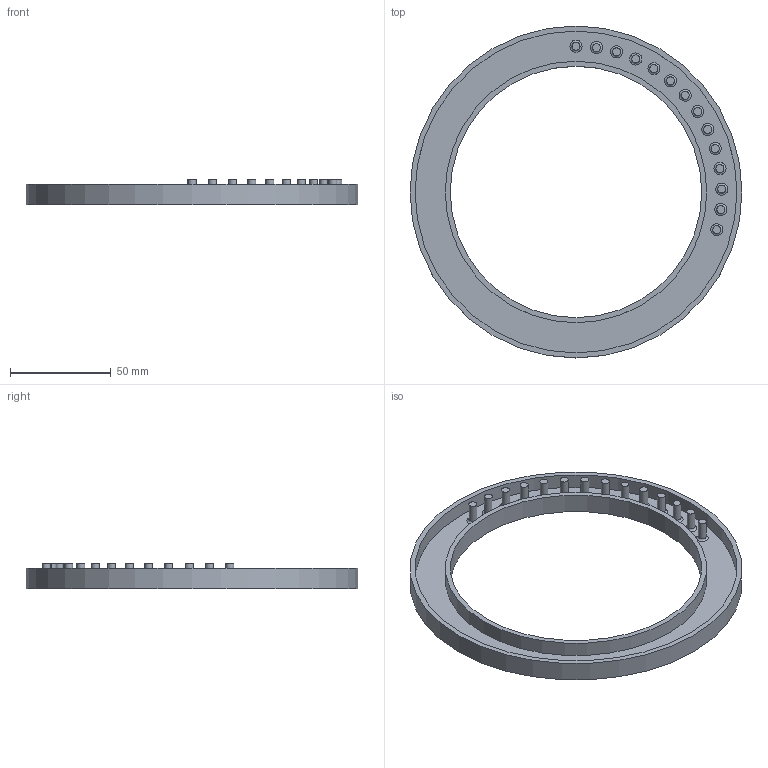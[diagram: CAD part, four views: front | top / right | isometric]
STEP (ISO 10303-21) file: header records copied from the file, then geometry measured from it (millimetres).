
FILE_DESCRIPTION( ( '' ), ' ' );
FILE_NAME( '5ea5f184eb02100f8c527c41.step', '2020-04-26T20:39:32', ( '' ), ( '' ), ' ', ' ', ' ' );
FILE_SCHEMA( ( 'AUTOMOTIVE_DESIGN { 1 0 10303 214 1 1 1 1 }' ) );
Length unit declared in the file: metre
Products named in the file (1): Part 1
Bounding box: 165 x 165 x 12.5 mm (x, y, z)
Volume: 41660.2 mm3; surface area: 35854.8 mm2
Topology: 1 solids, 1 shells, 50 faces, 82 edges, 50 vertices
Faces by surface type: cylinder 18, plane 18, torus 14
Full cylindrical faces by diameter (mm): 4 x14, 125 x1, 130 x1, 160 x1, 165 x1
Entity records: 1424 total; most frequent: DIRECTION 202, CARTESIAN_POINT 151, AXIS2_PLACEMENT_3D 101, EDGE_LOOP 100, ORIENTED_EDGE 100, FACE_OUTER_BOUND 82, STYLED_ITEM 50, PRESENTATION_STYLE_ASSIGNMENT 50
